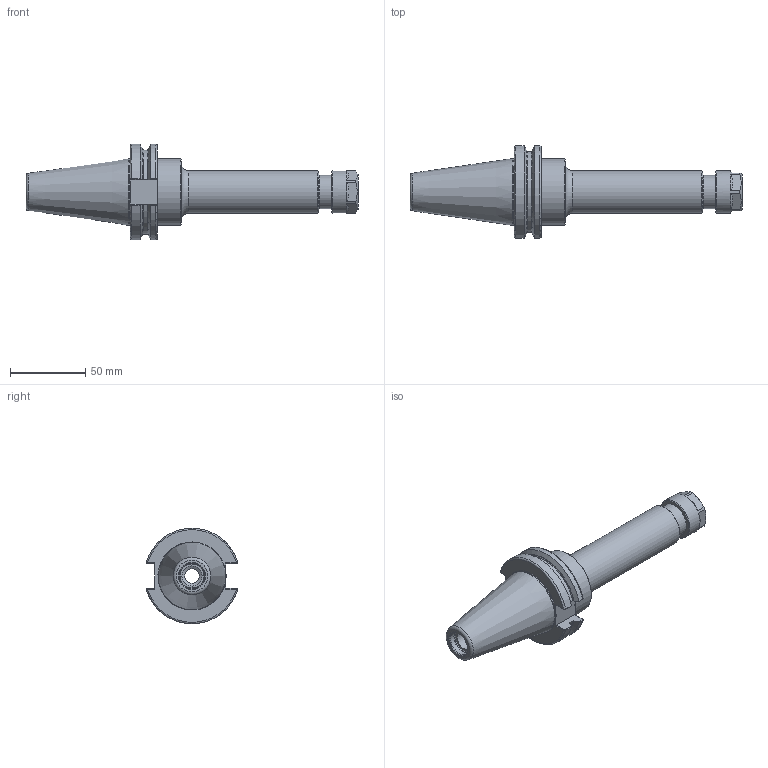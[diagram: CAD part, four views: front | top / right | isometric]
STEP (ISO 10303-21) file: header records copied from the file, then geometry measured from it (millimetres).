
FILE_DESCRIPTION(/* description */ (''),/* implementation_level */ '2;1');
FILE_NAME(/* name */ 'DCAT40-ER16H-0600.stp',/* time_stamp */ '2019-05-30T14:51:13-05:00',/* author */ ('ldfli'),/* organization */ ('Pioneer N.A.'),/* preprocessor_version */ 'ST-DEVELOPER v18',/* originating_system */ 'Autodesk Inventor LT',/* authorisation */ '');
FILE_SCHEMA (('AUTOMOTIVE_DESIGN { 1 0 10303 214 3 1 1 }'));
Length unit declared in the file: millimetre
Products named in the file (1): DCAT40-ER16H-0600
Bounding box: 220.65 x 61.14 x 63.31 mm (x, y, z)
Volume: 189011.8 mm3; surface area: 38329.5 mm2
Topology: 2 solids, 2 shells, 133 faces, 374 edges, 255 vertices
Faces by surface type: plane 54, cone 24, cylinder 22, torus 17, bspline 16
Full cylindrical faces by diameter (mm): 9.728 x1, 10 x1, 11.21 x1, 12.552 x1, 13.386 x1, 14.64 x1, 16.28 x1, 16.78 x1, 18.5 x1, 20.5 x1, 22 x1, 23.56 x1, 28 x2, 44.45 x2
Entity records: 5114 total; most frequent: CARTESIAN_POINT 1673, ORIENTED_EDGE 748, DIRECTION 700, EDGE_CURVE 374, AXIS2_PLACEMENT_3D 283, VERTEX_POINT 255, CIRCLE 165, EDGE_LOOP 147
